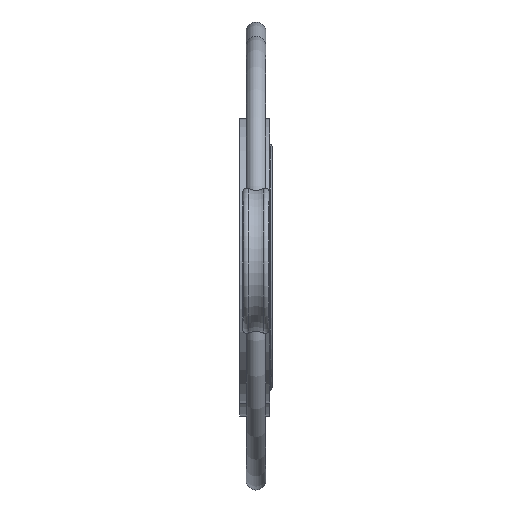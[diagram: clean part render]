
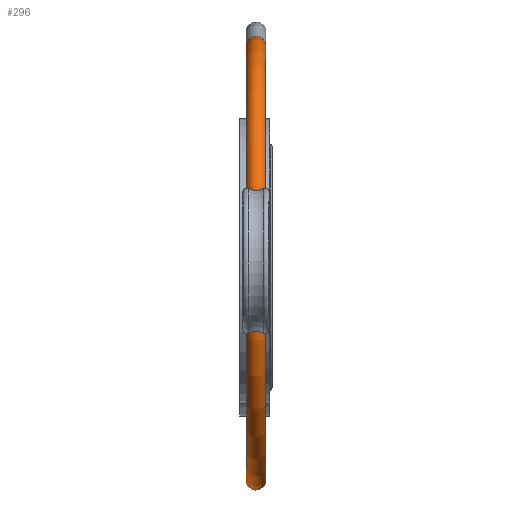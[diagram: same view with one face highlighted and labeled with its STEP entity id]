
A CAD part, left-side view. The second image highlights one B-rep face of the part: STEP entity #296.
In plain terms, the highlighted toroidal (fillet/blend) face has major radius 28.931 mm and minor radius 1.308 mm.
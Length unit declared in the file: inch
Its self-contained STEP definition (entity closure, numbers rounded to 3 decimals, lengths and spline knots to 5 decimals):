
#68=FACE_OUTER_BOUND('',#88,.T.);
#88=EDGE_LOOP('',(#231,#232,#233,#234));
#120=CIRCLE('',#420,0.0515);
#121=CIRCLE('',#421,1.0875);
#147=VERTEX_POINT('',#623);
#177=EDGE_CURVE('',#147,#147,#120,.T.);
#178=EDGE_CURVE('',#147,#147,#121,.T.);
#231=ORIENTED_EDGE('',*,*,#177,.F.);
#232=ORIENTED_EDGE('',*,*,#178,.T.);
#233=ORIENTED_EDGE('',*,*,#177,.T.);
#234=ORIENTED_EDGE('',*,*,#178,.F.);
#283=TOROIDAL_SURFACE('',#419,1.139,0.0515);
#296=ADVANCED_FACE('',(#68),#283,.T.);
#419=AXIS2_PLACEMENT_3D('',#622,#510,#511);
#420=AXIS2_PLACEMENT_3D('',#624,#512,#513);
#421=AXIS2_PLACEMENT_3D('',#625,#514,#515);
#510=DIRECTION('center_axis',(0.,1.,0.));
#511=DIRECTION('ref_axis',(0.,0.,1.));
#512=DIRECTION('center_axis',(-1.,0.,0.));
#513=DIRECTION('ref_axis',(0.,0.,-1.));
#514=DIRECTION('center_axis',(0.,-1.,0.));
#515=DIRECTION('ref_axis',(0.,0.,1.));
#622=CARTESIAN_POINT('Origin',(0.,0.,0.));
#623=CARTESIAN_POINT('',(0.,0.,-1.0875));
#624=CARTESIAN_POINT('Origin',(0.,0.,-1.139));
#625=CARTESIAN_POINT('Origin',(0.,0.,0.));
